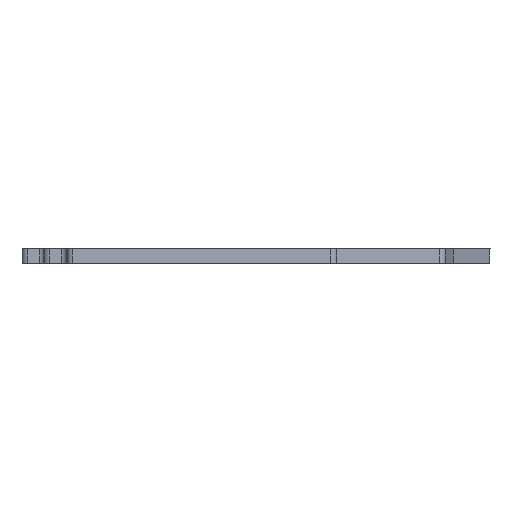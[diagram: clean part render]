
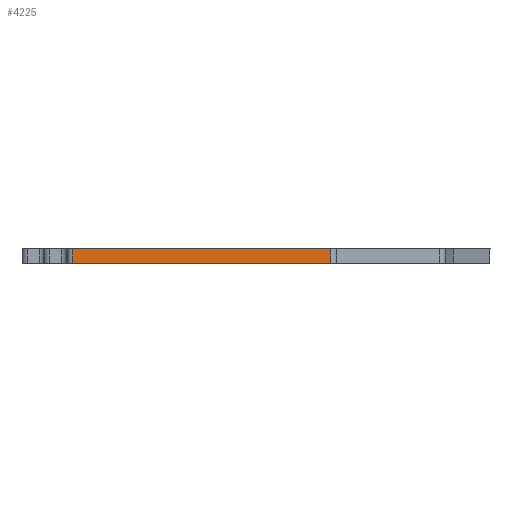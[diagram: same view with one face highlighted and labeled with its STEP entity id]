
A CAD part, left-side view. The second image highlights one B-rep face of the part: STEP entity #4225.
In plain terms, the highlighted planar face has unit normal (-1, -0.017, 0).
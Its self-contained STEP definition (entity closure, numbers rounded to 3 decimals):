
#1000=CARTESIAN_POINT('',(-132.823,39.178,14.));
#1001=VERTEX_POINT('',#1000);
#1009=CARTESIAN_POINT('',(-131.875,-15.472,14.));
#1010=VERTEX_POINT('',#1009);
#1011=CARTESIAN_POINT('',(-131.875,-15.472,14.));
#1012=DIRECTION('',(-0.017,1.,0.));
#1013=VECTOR('',#1012,54.659);
#1014=LINE('',#1011,#1013);
#1015=EDGE_CURVE('',#1010,#1001,#1014,.T.);
#2071=CARTESIAN_POINT('',(-131.875,-15.472,11.));
#2072=VERTEX_POINT('',#2071);
#2080=CARTESIAN_POINT('',(-132.823,39.178,11.));
#2081=VERTEX_POINT('',#2080);
#2082=CARTESIAN_POINT('',(-131.875,-15.472,11.));
#2083=DIRECTION('',(-0.017,1.,0.));
#2084=VECTOR('',#2083,54.659);
#2085=LINE('',#2082,#2084);
#2086=EDGE_CURVE('',#2072,#2081,#2085,.T.);
#4204=CARTESIAN_POINT('',(-132.103,-2.292,0.));
#4205=DIRECTION('',(-1.,-0.017,0.));
#4206=DIRECTION('',(0.017,-1.,0.));
#4207=AXIS2_PLACEMENT_3D('',#4204,#4205,#4206);
#4208=PLANE('',#4207);
#4209=ORIENTED_EDGE('',*,*,#1015,.T.);
#4210=CARTESIAN_POINT('',(-132.823,39.178,14.));
#4211=DIRECTION('',(-0.,-0.,-1.));
#4212=VECTOR('',#4211,3.);
#4213=LINE('',#4210,#4212);
#4214=EDGE_CURVE('',#1001,#2081,#4213,.T.);
#4215=ORIENTED_EDGE('',*,*,#4214,.T.);
#4216=ORIENTED_EDGE('',*,*,#2086,.F.);
#4217=CARTESIAN_POINT('',(-131.875,-15.472,11.));
#4218=DIRECTION('',(-0.,-0.,1.));
#4219=VECTOR('',#4218,3.);
#4220=LINE('',#4217,#4219);
#4221=EDGE_CURVE('',#2072,#1010,#4220,.T.);
#4222=ORIENTED_EDGE('',*,*,#4221,.T.);
#4223=EDGE_LOOP('',(#4209,#4215,#4216,#4222));
#4224=FACE_BOUND('',#4223,.T.);
#4225=ADVANCED_FACE('',(#4224),#4208,.T.);
